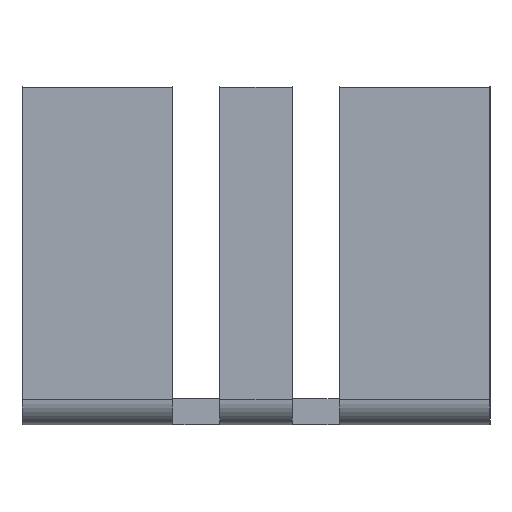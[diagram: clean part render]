
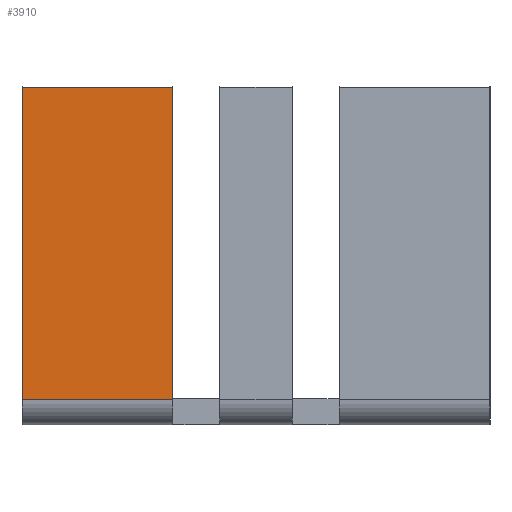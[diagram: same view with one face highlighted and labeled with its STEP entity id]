
A CAD part, left-side view. The second image highlights one B-rep face of the part: STEP entity #3910.
In plain terms, the highlighted planar face has unit normal (-1, 0, 0).
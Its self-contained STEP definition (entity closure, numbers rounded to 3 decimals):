
#1659 = PLANE('',#1660);
#1660 = AXIS2_PLACEMENT_3D('',#1661,#1662,#1663);
#1661 = CARTESIAN_POINT('',(-11.7,9.,13.));
#1662 = DIRECTION('',(0.,1.,0.));
#1663 = DIRECTION('',(0.,0.,1.));
#1741 = CYLINDRICAL_SURFACE('',#1742,0.99);
#1742 = AXIS2_PLACEMENT_3D('',#1743,#1744,#1745);
#1743 = CARTESIAN_POINT('',(-11.71,9.,0.99));
#1744 = DIRECTION('',(0.,-1.,0.));
#1745 = DIRECTION('',(0.,0.,-1.));
#1767 = PLANE('',#1768);
#1768 = AXIS2_PLACEMENT_3D('',#1769,#1770,#1771);
#1769 = CARTESIAN_POINT('',(-11.7,3.2,0.));
#1770 = DIRECTION('',(0.,-1.,0.));
#1771 = DIRECTION('',(0.,0.,-1.));
#2497 = PLANE('',#2498);
#2498 = AXIS2_PLACEMENT_3D('',#2499,#2500,#2501);
#2499 = CARTESIAN_POINT('',(-11.7,3.2,13.));
#2500 = DIRECTION('',(0.,0.,1.));
#2501 = DIRECTION('',(0.,-1.,0.));
#2859 = EDGE_CURVE('',#2860,#2862,#2864,.T.);
#2860 = VERTEX_POINT('',#2861);
#2861 = CARTESIAN_POINT('',(-12.7,9.,13.));
#2862 = VERTEX_POINT('',#2863);
#2863 = CARTESIAN_POINT('',(-12.7,9.,0.99));
#2864 = SURFACE_CURVE('',#2865,(#2869,#2876),.PCURVE_S1.);
#2865 = LINE('',#2866,#2867);
#2866 = CARTESIAN_POINT('',(-12.7,9.,13.));
#2867 = VECTOR('',#2868,1.);
#2868 = DIRECTION('',(0.,0.,-1.));
#2869 = PCURVE('',#1659,#2870);
#2870 = DEFINITIONAL_REPRESENTATION('',(#2871),#2875);
#2871 = LINE('',#2872,#2873);
#2872 = CARTESIAN_POINT('',(0.,-1.));
#2873 = VECTOR('',#2874,1.);
#2874 = DIRECTION('',(-1.,0.));
#2875 = ( GEOMETRIC_REPRESENTATION_CONTEXT(2) 
PARAMETRIC_REPRESENTATION_CONTEXT() REPRESENTATION_CONTEXT('2D SPACE',''
  ) );
#2876 = PCURVE('',#2877,#2882);
#2877 = PLANE('',#2878);
#2878 = AXIS2_PLACEMENT_3D('',#2879,#2880,#2881);
#2879 = CARTESIAN_POINT('',(-12.7,3.2,13.));
#2880 = DIRECTION('',(-1.,0.,0.));
#2881 = DIRECTION('',(0.,0.,-1.));
#2882 = DEFINITIONAL_REPRESENTATION('',(#2883),#2887);
#2883 = LINE('',#2884,#2885);
#2884 = CARTESIAN_POINT('',(0.,-5.8));
#2885 = VECTOR('',#2886,1.);
#2886 = DIRECTION('',(1.,0.));
#2887 = ( GEOMETRIC_REPRESENTATION_CONTEXT(2) 
PARAMETRIC_REPRESENTATION_CONTEXT() REPRESENTATION_CONTEXT('2D SPACE',''
  ) );
#3022 = EDGE_CURVE('',#2862,#3023,#3025,.T.);
#3023 = VERTEX_POINT('',#3024);
#3024 = CARTESIAN_POINT('',(-12.7,3.2,0.99));
#3025 = SURFACE_CURVE('',#3026,(#3030,#3037),.PCURVE_S1.);
#3026 = LINE('',#3027,#3028);
#3027 = CARTESIAN_POINT('',(-12.7,9.,0.99));
#3028 = VECTOR('',#3029,1.);
#3029 = DIRECTION('',(0.,-1.,0.));
#3030 = PCURVE('',#1741,#3031);
#3031 = DEFINITIONAL_REPRESENTATION('',(#3032),#3036);
#3032 = LINE('',#3033,#3034);
#3033 = CARTESIAN_POINT('',(-1.571,0.));
#3034 = VECTOR('',#3035,1.);
#3035 = DIRECTION('',(0.,1.));
#3036 = ( GEOMETRIC_REPRESENTATION_CONTEXT(2) 
PARAMETRIC_REPRESENTATION_CONTEXT() REPRESENTATION_CONTEXT('2D SPACE',''
  ) );
#3037 = PCURVE('',#2877,#3038);
#3038 = DEFINITIONAL_REPRESENTATION('',(#3039),#3043);
#3039 = LINE('',#3040,#3041);
#3040 = CARTESIAN_POINT('',(12.01,-5.8));
#3041 = VECTOR('',#3042,1.);
#3042 = DIRECTION('',(0.,1.));
#3043 = ( GEOMETRIC_REPRESENTATION_CONTEXT(2) 
PARAMETRIC_REPRESENTATION_CONTEXT() REPRESENTATION_CONTEXT('2D SPACE',''
  ) );
#3077 = EDGE_CURVE('',#3023,#3078,#3080,.T.);
#3078 = VERTEX_POINT('',#3079);
#3079 = CARTESIAN_POINT('',(-12.7,3.2,13.));
#3080 = SURFACE_CURVE('',#3081,(#3085,#3092),.PCURVE_S1.);
#3081 = LINE('',#3082,#3083);
#3082 = CARTESIAN_POINT('',(-12.7,3.2,0.));
#3083 = VECTOR('',#3084,1.);
#3084 = DIRECTION('',(0.,0.,1.));
#3085 = PCURVE('',#1767,#3086);
#3086 = DEFINITIONAL_REPRESENTATION('',(#3087),#3091);
#3087 = LINE('',#3088,#3089);
#3088 = CARTESIAN_POINT('',(0.,-1.));
#3089 = VECTOR('',#3090,1.);
#3090 = DIRECTION('',(-1.,0.));
#3091 = ( GEOMETRIC_REPRESENTATION_CONTEXT(2) 
PARAMETRIC_REPRESENTATION_CONTEXT() REPRESENTATION_CONTEXT('2D SPACE',''
  ) );
#3092 = PCURVE('',#2877,#3093);
#3093 = DEFINITIONAL_REPRESENTATION('',(#3094),#3098);
#3094 = LINE('',#3095,#3096);
#3095 = CARTESIAN_POINT('',(13.,0.));
#3096 = VECTOR('',#3097,1.);
#3097 = DIRECTION('',(-1.,0.));
#3098 = ( GEOMETRIC_REPRESENTATION_CONTEXT(2) 
PARAMETRIC_REPRESENTATION_CONTEXT() REPRESENTATION_CONTEXT('2D SPACE',''
  ) );
#3780 = EDGE_CURVE('',#3078,#2860,#3781,.T.);
#3781 = SURFACE_CURVE('',#3782,(#3786,#3793),.PCURVE_S1.);
#3782 = LINE('',#3783,#3784);
#3783 = CARTESIAN_POINT('',(-12.7,3.2,13.));
#3784 = VECTOR('',#3785,1.);
#3785 = DIRECTION('',(0.,1.,0.));
#3786 = PCURVE('',#2497,#3787);
#3787 = DEFINITIONAL_REPRESENTATION('',(#3788),#3792);
#3788 = LINE('',#3789,#3790);
#3789 = CARTESIAN_POINT('',(0.,-1.));
#3790 = VECTOR('',#3791,1.);
#3791 = DIRECTION('',(-1.,0.));
#3792 = ( GEOMETRIC_REPRESENTATION_CONTEXT(2) 
PARAMETRIC_REPRESENTATION_CONTEXT() REPRESENTATION_CONTEXT('2D SPACE',''
  ) );
#3793 = PCURVE('',#2877,#3794);
#3794 = DEFINITIONAL_REPRESENTATION('',(#3795),#3799);
#3795 = LINE('',#3796,#3797);
#3796 = CARTESIAN_POINT('',(0.,0.));
#3797 = VECTOR('',#3798,1.);
#3798 = DIRECTION('',(0.,-1.));
#3799 = ( GEOMETRIC_REPRESENTATION_CONTEXT(2) 
PARAMETRIC_REPRESENTATION_CONTEXT() REPRESENTATION_CONTEXT('2D SPACE',''
  ) );
#3910 = ADVANCED_FACE('',(#3911),#2877,.T.);
#3911 = FACE_BOUND('',#3912,.F.);
#3912 = EDGE_LOOP('',(#3913,#3914,#3915,#3916));
#3913 = ORIENTED_EDGE('',*,*,#2859,.F.);
#3914 = ORIENTED_EDGE('',*,*,#3780,.F.);
#3915 = ORIENTED_EDGE('',*,*,#3077,.F.);
#3916 = ORIENTED_EDGE('',*,*,#3022,.F.);
